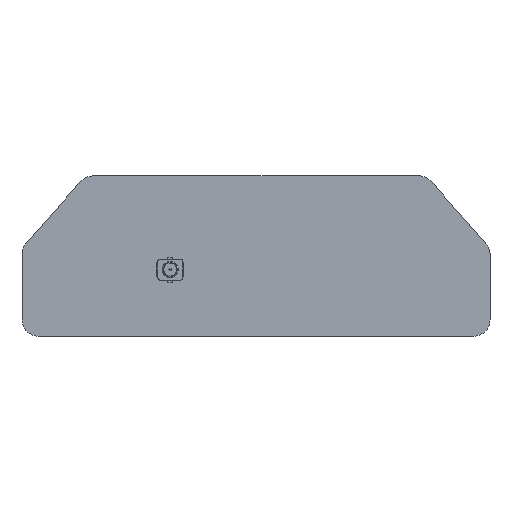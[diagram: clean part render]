
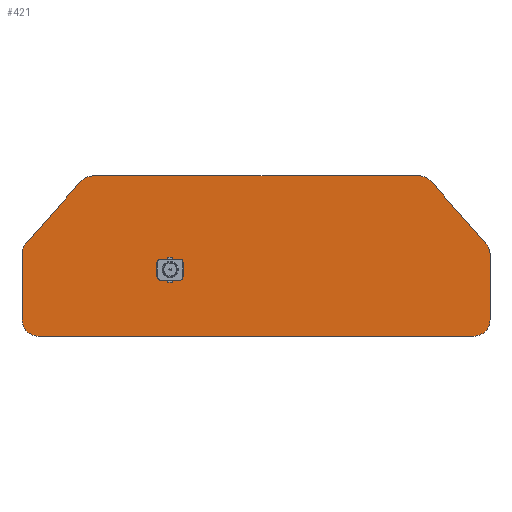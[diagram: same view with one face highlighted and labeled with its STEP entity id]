
A CAD part, top view. The second image highlights one B-rep face of the part: STEP entity #421.
In plain terms, the highlighted planar face has unit normal (0, 0, 1).
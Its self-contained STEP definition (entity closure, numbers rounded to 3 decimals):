
#24 = VERTEX_POINT('',#25);
#25 = CARTESIAN_POINT('',(-21.81,2.2,0.));
#31 = EDGE_CURVE('',#24,#32,#34,.T.);
#32 = VERTEX_POINT('',#33);
#33 = CARTESIAN_POINT('',(-21.825,10.426,0.));
#34 = LINE('',#35,#36);
#35 = CARTESIAN_POINT('',(-21.81,2.2,0.));
#36 = VECTOR('',#37,1.);
#37 = DIRECTION('',(-0.002,1.,0.));
#62 = EDGE_CURVE('',#32,#63,#65,.T.);
#63 = VERTEX_POINT('',#64);
#64 = CARTESIAN_POINT('',(-21.337,11.67,0.));
#65 = CIRCLE('',#66,1.83);
#66 = AXIS2_PLACEMENT_3D('',#67,#68,#69);
#67 = CARTESIAN_POINT('',(-19.995,10.426,0.));
#68 = DIRECTION('',(0.,0.,-1.));
#69 = DIRECTION('',(-1.,0.,0.));
#95 = EDGE_CURVE('',#63,#96,#98,.T.);
#96 = VERTEX_POINT('',#97);
#97 = CARTESIAN_POINT('',(-14.504,19.381,0.));
#98 = LINE('',#99,#100);
#99 = CARTESIAN_POINT('',(-21.337,11.67,0.));
#100 = VECTOR('',#101,1.);
#101 = DIRECTION('',(0.663,0.748,0.));
#126 = EDGE_CURVE('',#96,#127,#129,.T.);
#127 = VERTEX_POINT('',#128);
#128 = CARTESIAN_POINT('',(-13.065,19.992,0.));
#129 = CIRCLE('',#130,2.);
#130 = AXIS2_PLACEMENT_3D('',#131,#132,#133);
#131 = CARTESIAN_POINT('',(-13.065,17.992,0.));
#132 = DIRECTION('',(0.,0.,-1.));
#133 = DIRECTION('',(-0.719,0.695,0.));
#159 = EDGE_CURVE('',#127,#160,#162,.T.);
#160 = VERTEX_POINT('',#161);
#161 = CARTESIAN_POINT('',(27.229,20.003,0.));
#162 = LINE('',#163,#164);
#163 = CARTESIAN_POINT('',(-13.065,19.992,0.));
#164 = VECTOR('',#165,1.);
#165 = DIRECTION('',(1.,0.,0.));
#190 = EDGE_CURVE('',#160,#191,#193,.T.);
#191 = VERTEX_POINT('',#192);
#192 = CARTESIAN_POINT('',(28.668,19.392,0.));
#193 = CIRCLE('',#194,2.);
#194 = AXIS2_PLACEMENT_3D('',#195,#196,#197);
#195 = CARTESIAN_POINT('',(27.229,18.003,0.));
#196 = DIRECTION('',(0.,0.,-1.));
#197 = DIRECTION('',(0.,1.,0.));
#223 = EDGE_CURVE('',#191,#224,#226,.T.);
#224 = VERTEX_POINT('',#225);
#225 = CARTESIAN_POINT('',(35.49,11.62,0.));
#226 = LINE('',#227,#228);
#227 = CARTESIAN_POINT('',(28.668,19.392,0.));
#228 = VECTOR('',#229,1.);
#229 = DIRECTION('',(0.66,-0.752,0.));
#254 = EDGE_CURVE('',#224,#255,#257,.T.);
#255 = VERTEX_POINT('',#256);
#256 = CARTESIAN_POINT('',(35.99,10.4,0.));
#257 = CIRCLE('',#258,1.923);
#258 = AXIS2_PLACEMENT_3D('',#259,#260,#261);
#259 = CARTESIAN_POINT('',(34.069,10.326,0.));
#260 = DIRECTION('',(0.,0.,-1.));
#261 = DIRECTION('',(0.739,0.673,0.));
#287 = EDGE_CURVE('',#255,#288,#290,.T.);
#288 = VERTEX_POINT('',#289);
#289 = CARTESIAN_POINT('',(35.99,2.2,0.));
#290 = LINE('',#291,#292);
#291 = CARTESIAN_POINT('',(35.99,10.4,0.));
#292 = VECTOR('',#293,1.);
#293 = DIRECTION('',(0.,-1.,0.));
#318 = EDGE_CURVE('',#288,#319,#321,.T.);
#319 = VERTEX_POINT('',#320);
#320 = CARTESIAN_POINT('',(33.99,0.2,0.));
#321 = CIRCLE('',#322,2.);
#322 = AXIS2_PLACEMENT_3D('',#323,#324,#325);
#323 = CARTESIAN_POINT('',(33.99,2.2,0.));
#324 = DIRECTION('',(0.,0.,-1.));
#325 = DIRECTION('',(1.,0.,0.));
#351 = EDGE_CURVE('',#319,#352,#354,.T.);
#352 = VERTEX_POINT('',#353);
#353 = CARTESIAN_POINT('',(-19.81,0.2,0.));
#354 = LINE('',#355,#356);
#355 = CARTESIAN_POINT('',(33.99,0.2,0.));
#356 = VECTOR('',#357,1.);
#357 = DIRECTION('',(-1.,0.,0.));
#382 = EDGE_CURVE('',#352,#24,#383,.T.);
#383 = CIRCLE('',#384,2.);
#384 = AXIS2_PLACEMENT_3D('',#385,#386,#387);
#385 = CARTESIAN_POINT('',(-19.81,2.2,0.));
#386 = DIRECTION('',(0.,0.,-1.));
#387 = DIRECTION('',(0.,-1.,0.));
#421 = ADVANCED_FACE('',(#422),#436,.T.);
#422 = FACE_BOUND('',#423,.F.);
#423 = EDGE_LOOP('',(#424,#425,#426,#427,#428,#429,#430,#431,#432,#433,
    #434,#435));
#424 = ORIENTED_EDGE('',*,*,#31,.T.);
#425 = ORIENTED_EDGE('',*,*,#62,.T.);
#426 = ORIENTED_EDGE('',*,*,#95,.T.);
#427 = ORIENTED_EDGE('',*,*,#126,.T.);
#428 = ORIENTED_EDGE('',*,*,#159,.T.);
#429 = ORIENTED_EDGE('',*,*,#190,.T.);
#430 = ORIENTED_EDGE('',*,*,#223,.T.);
#431 = ORIENTED_EDGE('',*,*,#254,.T.);
#432 = ORIENTED_EDGE('',*,*,#287,.T.);
#433 = ORIENTED_EDGE('',*,*,#318,.T.);
#434 = ORIENTED_EDGE('',*,*,#351,.T.);
#435 = ORIENTED_EDGE('',*,*,#382,.T.);
#436 = PLANE('',#437);
#437 = AXIS2_PLACEMENT_3D('',#438,#439,#440);
#438 = CARTESIAN_POINT('',(-21.81,2.2,0.));
#439 = DIRECTION('',(0.,0.,1.));
#440 = DIRECTION('',(1.,0.,0.));
